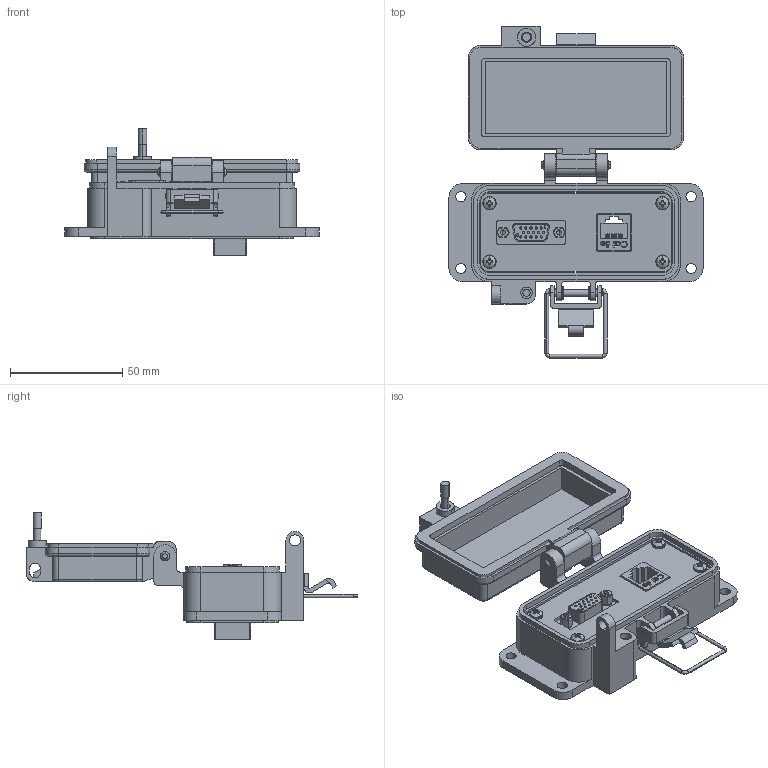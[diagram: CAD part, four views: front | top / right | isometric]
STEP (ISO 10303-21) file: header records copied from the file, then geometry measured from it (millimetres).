
FILE_DESCRIPTION (( 'STEP AP203' ), '1' );
FILE_NAME ('P-Q11R2-F4RX_3D.STEP', '2022-05-24T16:10:13', ( '' ), ( '' ), 'SwSTEP 2.0', 'SolidWorks 2021', '' );
FILE_SCHEMA (( 'CONFIG_CONTROL_DESIGN' ));
Length unit declared in the file: millimetre
Products named in the file (17): P-Q11R2-F4RX_TP060_1; P-Q11R2-F4RX_3D; Z-BULK-DBH15MF; Z-000-4243316TFP; R2; SDH15P_Without Mounting Flange and Solder Cups; Z-001-SPR3_16HX; P-Q11R2-F4RX_TP240_1; Q11; -F4; SDH15S_Without Mounting Flange and Solder Cups; Z-300-RJ45CAT5; Z-H-F4_B; 92005A124_METRIC PAN HEAD PHILLIPS MACHINE SCREW_92005A124; P-Q11R2-F4RX_FP060_1; DGB15MF-MA1; 3AA05-002
Assembly tree (25 placements, depth 4):
  P-Q11R2-F4RX_3D
    -F4
      Z-H-F4_B
    P-Q11R2-F4RX_FP060_1
    P-Q11R2-F4RX_TP060_1
    P-Q11R2-F4RX_TP240_1
    Z-000-4243316TFP  x5
    Q11
      Z-BULK-DBH15MF
        SDH15S_Without Mounting Flange and Solder Cups
        3AA05-002  x2
        DGB15MF-MA1
        SDH15P_Without Mounting Flange and Solder Cups
      Z-001-SPR3_16HX  x2
    R2
      Z-300-RJ45CAT5
    92005A124_METRIC PAN HEAD PHILLIPS MACHINE SCREW_92005A124  x4
Bounding box: 113 x 147.61 x 56.19 mm (x, y, z)
Volume: 94410.1 mm3; surface area: 73263.9 mm2
Topology: 30 solids, 30 shells, 2673 faces, 7306 edges, 4790 vertices
Faces by surface type: cylinder 1081, plane 1007, bspline 408, cone 153, torus 16, sphere 8
Entity records: 78692 total; most frequent: CARTESIAN_POINT 34152, ORIENTED_EDGE 9620, DIRECTION 7594, EDGE_CURVE 4810, VERTEX_POINT 3172, VECTOR 2854, LINE 2854, AXIS2_PLACEMENT_3D 2370
